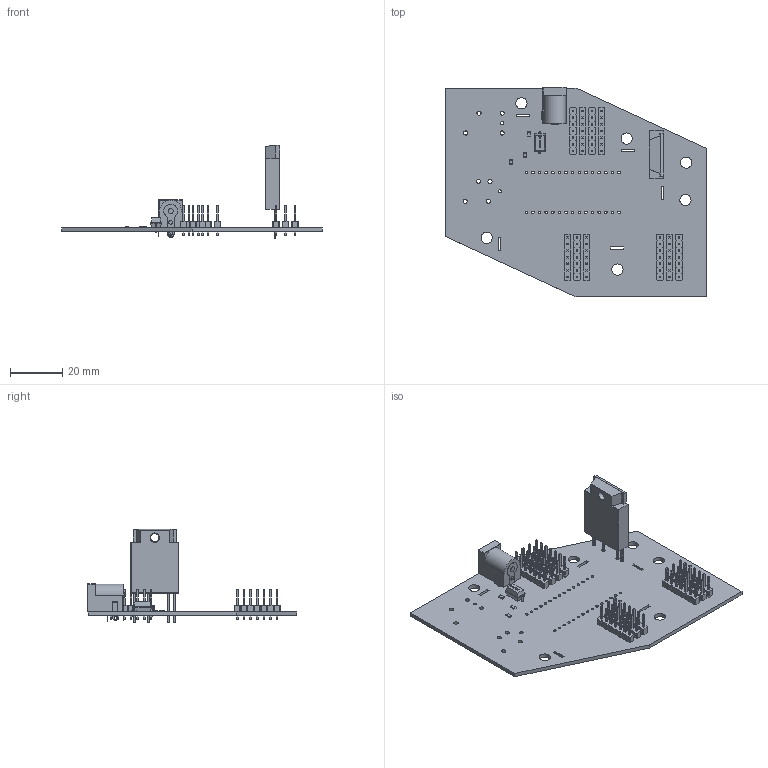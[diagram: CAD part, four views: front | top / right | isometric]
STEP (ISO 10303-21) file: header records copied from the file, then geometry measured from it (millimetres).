
FILE_DESCRIPTION(('KiCad electronic assembly'),'2;1');
FILE_NAME('DMX-Controller.step','2025-11-11T13:17:22',('Pcbnew'),( 'Kicad'),'Open CASCADE STEP processor 7.6','KiCad to STEP converter' ,'Unknown');
FILE_SCHEMA(('AUTOMOTIVE_DESIGN { 1 0 10303 214 1 1 1 1 }'));
Length unit declared in the file: millimetre
Products named in the file (7): DMX-Controller 1; PinHeader_1x07_P2.54mm_Vertical; R_0805_2012Metric; SW_DIP_SPSTx01_Slide_6.7x4.1mm_W7.62mm_P2.54mm_LowProfile; BarrelJack_Horizontal; SIP4_Sharp-SSR_P7.62mm_Straight; DMX-Controller_PCB
Assembly tree (17 placements, depth 2):
  DMX-Controller 1
    PinHeader_1x07_P2.54mm_Vertical  x10
    R_0805_2012Metric  x3
    SW_DIP_SPSTx01_Slide_6.7x4.1mm_W7.62mm_P2.54mm_LowProfile
    BarrelJack_Horizontal
    SIP4_Sharp-SSR_P7.62mm_Straight
    DMX-Controller_PCB
Bounding box: 100 x 80.36 x 35.8 mm (x, y, z)
Volume: 14503.8 mm3; surface area: 21225.7 mm2
Topology: 21 solids, 21 shells, 2141 faces, 5234 edges, 3279 vertices
Faces by surface type: plane 1926, cylinder 191, bspline 16, sphere 5, extrusion 2, torus 1
Full cylindrical faces by diameter (mm): 0.8 x2, 1 x102, 1.2 x6, 1.5 x2, 1.6 x8, 2 x2, 3.2 x1, 4.3 x6, 6.3 x1
Entity records: 16963 total; most frequent: CARTESIAN_POINT 2914, DIRECTION 2797, ORIENTED_EDGE 2770, EDGE_CURVE 1385, VECTOR 1017, LINE 1015, AXIS2_PLACEMENT_3D 890, VERTEX_POINT 887
